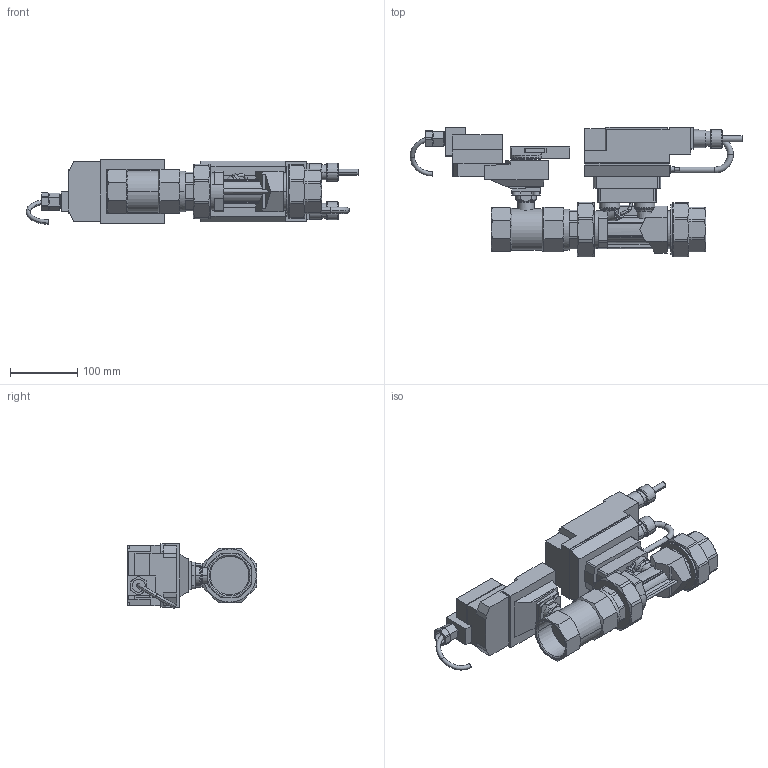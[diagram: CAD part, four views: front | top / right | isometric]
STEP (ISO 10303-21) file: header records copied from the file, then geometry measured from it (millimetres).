
FILE_DESCRIPTION( ( '' ), '1' );
FILE_NAME( 'EV200+ARX-E.stp', '2021-09-24T12:16:52', ( '' ), ( '' ), ' ', ' ', ' ' );
FILE_SCHEMA( ( 'automotive_design' ) );
Length unit declared in the file: millimetre
Products named in the file (4): 1; 2; 3; 4
Bounding box: 491.99 x 192.5 x 95.43 mm (x, y, z)
Volume: 2572972.4 mm3; surface area: 306755.7 mm2
Topology: 4 solids, 5 shells, 665 faces, 1820 edges, 1205 vertices
Faces by surface type: plane 373, cylinder 167, cone 64, torus 61
Entity records: 42486 total; most frequent: CARTESIAN_POINT 4915, STYLED_ITEM 3694, PRESENTATION_STYLE_ASSIGNMENT 3694, COLOUR_RGB 3694, ORIENTED_EDGE 3640, DIRECTION 3598, EDGE_CURVE 1820, CURVE_STYLE 1820
